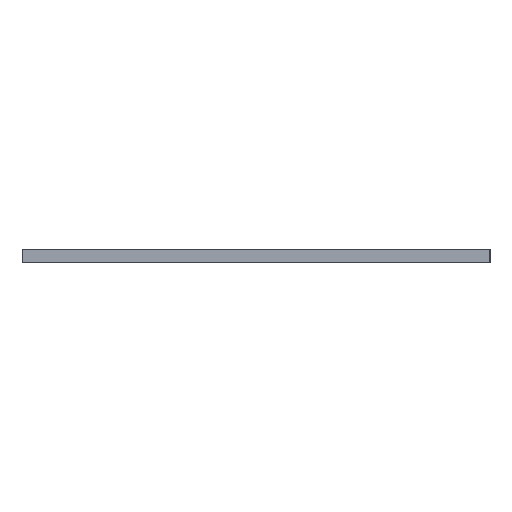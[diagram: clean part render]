
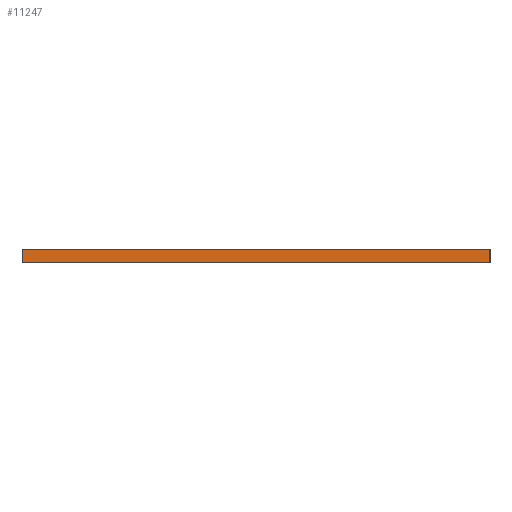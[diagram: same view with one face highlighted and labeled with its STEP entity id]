
A CAD part, left-side view. The second image highlights one B-rep face of the part: STEP entity #11247.
In plain terms, the highlighted planar face has unit normal (-1, 0, 0).
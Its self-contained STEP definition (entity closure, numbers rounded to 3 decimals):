
#982 = ORIENTED_EDGE ( 'NONE', *, *, #7350, .F. ) ;
#1541 = ORIENTED_EDGE ( 'NONE', *, *, #17475, .T. ) ;
#3475 = LINE ( 'NONE', #21902, #24342 ) ;
#4030 = VERTEX_POINT ( 'NONE', #23287 ) ;
#4330 = FACE_OUTER_BOUND ( 'NONE', #7021, .T. ) ;
#5267 = PLANE ( 'NONE',  #17565 ) ;
#5506 = CARTESIAN_POINT ( 'NONE',  ( -300., 225., 0. ) ) ;
#7021 = EDGE_LOOP ( 'NONE', ( #1541, #12359, #982, #20898 ) ) ;
#7350 = EDGE_CURVE ( 'NONE', #20364, #12180, #20356, .T. ) ;
#7391 = DIRECTION ( 'NONE',  ( 0., 1., 0. ) ) ;
#8567 = DIRECTION ( 'NONE',  ( 0., -1., 0. ) ) ;
#9020 = DIRECTION ( 'NONE',  ( 0., 0., -1. ) ) ;
#9545 = LINE ( 'NONE', #5506, #19079 ) ;
#9709 = LINE ( 'NONE', #21118, #25204 ) ;
#11247 = ADVANCED_FACE ( 'NONE', ( #4330 ), #5267, .F. ) ;
#12180 = VERTEX_POINT ( 'NONE', #13946 ) ;
#12359 = ORIENTED_EDGE ( 'NONE', *, *, #13123, .F. ) ;
#13123 = EDGE_CURVE ( 'NONE', #12180, #4030, #9709, .T. ) ;
#13304 = CARTESIAN_POINT ( 'NONE',  ( -300., 225., 13. ) ) ;
#13946 = CARTESIAN_POINT ( 'NONE',  ( -300., -225., 13. ) ) ;
#15900 = DIRECTION ( 'NONE',  ( 0., 0., -1. ) ) ;
#17475 = EDGE_CURVE ( 'NONE', #24595, #4030, #9545, .T. ) ;
#17565 = AXIS2_PLACEMENT_3D ( 'NONE', #23453, #19489, #7391 ) ;
#19079 = VECTOR ( 'NONE', #23599, 1000. ) ;
#19489 = DIRECTION ( 'NONE',  ( 1., 0., 0. ) ) ;
#19844 = CARTESIAN_POINT ( 'NONE',  ( -300., 225., 0. ) ) ;
#20356 = LINE ( 'NONE', #22710, #25701 ) ;
#20364 = VERTEX_POINT ( 'NONE', #13304 ) ;
#20898 = ORIENTED_EDGE ( 'NONE', *, *, #21125, .T. ) ;
#21118 = CARTESIAN_POINT ( 'NONE',  ( -300., -225., 13. ) ) ;
#21125 = EDGE_CURVE ( 'NONE', #20364, #24595, #3475, .T. ) ;
#21902 = CARTESIAN_POINT ( 'NONE',  ( -300., 225., 13. ) ) ;
#22710 = CARTESIAN_POINT ( 'NONE',  ( -300., 225., 13. ) ) ;
#23287 = CARTESIAN_POINT ( 'NONE',  ( -300., -225., 0. ) ) ;
#23453 = CARTESIAN_POINT ( 'NONE',  ( -300., 225., 13. ) ) ;
#23599 = DIRECTION ( 'NONE',  ( 0., -1., 0. ) ) ;
#24342 = VECTOR ( 'NONE', #15900, 1000. ) ;
#24595 = VERTEX_POINT ( 'NONE', #19844 ) ;
#25204 = VECTOR ( 'NONE', #9020, 1000. ) ;
#25701 = VECTOR ( 'NONE', #8567, 1000. ) ;
